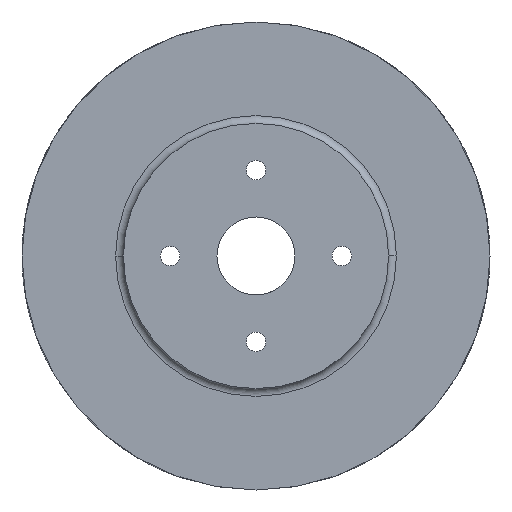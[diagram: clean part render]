
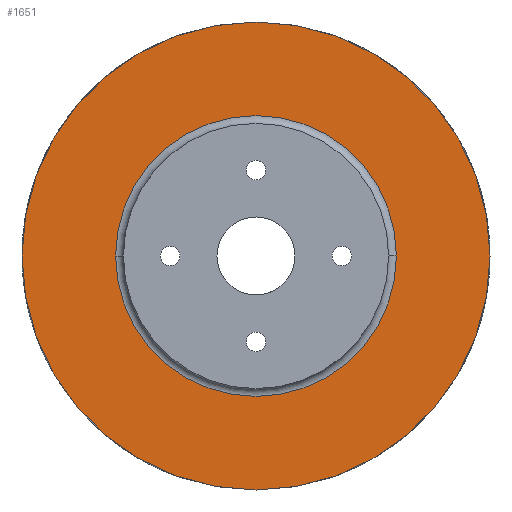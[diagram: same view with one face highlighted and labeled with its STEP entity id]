
A CAD part, front view. The second image highlights one B-rep face of the part: STEP entity #1651.
In plain terms, the highlighted planar face has unit normal (0, -1, 0).
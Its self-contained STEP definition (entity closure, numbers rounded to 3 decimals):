
#89=CARTESIAN_POINT('',(0.,7.5,0.));
#90=DIRECTION('',(0.,1.,0.));
#91=DIRECTION('',(1.,0.,0.));
#92=AXIS2_PLACEMENT_3D('',#89,#90,#91);
#94=CARTESIAN_POINT('',(0.,7.5,0.));
#95=DIRECTION('',(0.,1.,0.));
#96=DIRECTION('',(-1.,0.,0.));
#97=AXIS2_PLACEMENT_3D('',#94,#95,#96);
#99=CARTESIAN_POINT('',(0.,7.5,0.));
#100=DIRECTION('',(0.,1.,0.));
#101=DIRECTION('',(-1.,0.,0.));
#102=AXIS2_PLACEMENT_3D('',#99,#100,#101);
#104=CARTESIAN_POINT('',(0.,7.5,0.));
#105=DIRECTION('',(0.,1.,0.));
#106=DIRECTION('',(1.,0.,0.));
#107=AXIS2_PLACEMENT_3D('',#104,#105,#106);
#1310=CARTESIAN_POINT('',(30.,7.5,0.));
#1311=CARTESIAN_POINT('',(-30.,7.5,0.));
#1312=VERTEX_POINT('',#1310);
#1313=VERTEX_POINT('',#1311);
#1502=CARTESIAN_POINT('',(-18.,7.5,0.));
#1503=CARTESIAN_POINT('',(18.,7.5,0.));
#1504=VERTEX_POINT('',#1502);
#1505=VERTEX_POINT('',#1503);
#1636=CARTESIAN_POINT('',(0.,7.5,0.));
#1637=DIRECTION('',(0.,1.,0.));
#1638=DIRECTION('',(1.,0.,0.));
#1639=AXIS2_PLACEMENT_3D('',#1636,#1637,#1638);
#1640=PLANE('',#1639);
#1642=ORIENTED_EDGE('',*,*,#1641,.T.);
#1644=ORIENTED_EDGE('',*,*,#1643,.T.);
#1645=EDGE_LOOP('',(#1642,#1644));
#1646=FACE_OUTER_BOUND('',#1645,.F.);
#1647=ORIENTED_EDGE('',*,*,#1618,.F.);
#1648=ORIENTED_EDGE('',*,*,#1603,.F.);
#1649=EDGE_LOOP('',(#1647,#1648));
#1650=FACE_BOUND('',#1649,.F.);
#1651=ADVANCED_FACE('',(#1646,#1650),#1640,.F.);
#93=CIRCLE('',#92,30.);
#98=CIRCLE('',#97,30.);
#103=CIRCLE('',#102,18.);
#108=CIRCLE('',#107,18.);
#1603=EDGE_CURVE('',#1505,#1504,#108,.T.);
#1618=EDGE_CURVE('',#1504,#1505,#103,.T.);
#1641=EDGE_CURVE('',#1312,#1313,#93,.T.);
#1643=EDGE_CURVE('',#1313,#1312,#98,.T.);
